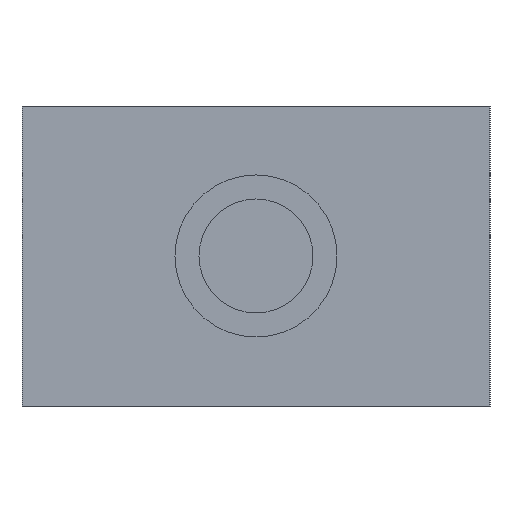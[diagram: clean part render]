
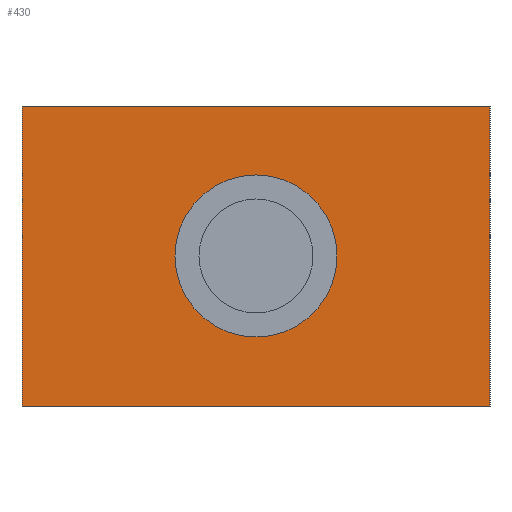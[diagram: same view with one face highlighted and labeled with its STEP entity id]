
A CAD part, left-side view. The second image highlights one B-rep face of the part: STEP entity #430.
In plain terms, the highlighted planar face has unit normal (-1, 0, 0).
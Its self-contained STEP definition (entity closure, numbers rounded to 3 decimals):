
#16=FACE_BOUND('',#68,.T.);
#18=PLANE('',#472);
#42=FACE_OUTER_BOUND('',#67,.T.);
#67=EDGE_LOOP('',(#315,#316,#317,#318));
#68=EDGE_LOOP('',(#319));
#91=LINE('',#624,#147);
#92=LINE('',#626,#148);
#93=LINE('',#628,#149);
#94=LINE('',#629,#150);
#147=VECTOR('',#513,10.);
#148=VECTOR('',#514,10.);
#149=VECTOR('',#515,10.);
#150=VECTOR('',#516,10.);
#204=CIRCLE('',#470,6.75);
#208=VERTEX_POINT('',#617);
#209=VERTEX_POINT('',#622);
#210=VERTEX_POINT('',#623);
#211=VERTEX_POINT('',#625);
#212=VERTEX_POINT('',#627);
#250=EDGE_CURVE('',#208,#208,#204,.T.);
#251=EDGE_CURVE('',#209,#210,#91,.T.);
#252=EDGE_CURVE('',#210,#211,#92,.T.);
#253=EDGE_CURVE('',#212,#211,#93,.T.);
#254=EDGE_CURVE('',#209,#212,#94,.T.);
#315=ORIENTED_EDGE('',*,*,#251,.T.);
#316=ORIENTED_EDGE('',*,*,#252,.T.);
#317=ORIENTED_EDGE('',*,*,#253,.F.);
#318=ORIENTED_EDGE('',*,*,#254,.F.);
#319=ORIENTED_EDGE('',*,*,#250,.T.);
#430=ADVANCED_FACE('',(#42,#16),#18,.T.);
#470=AXIS2_PLACEMENT_3D('',#619,#507,#508);
#472=AXIS2_PLACEMENT_3D('',#621,#511,#512);
#507=DIRECTION('center_axis',(1.,0.,0.));
#508=DIRECTION('ref_axis',(0.,-1.,0.));
#511=DIRECTION('center_axis',(-1.,0.,0.));
#512=DIRECTION('ref_axis',(0.,-1.,0.));
#513=DIRECTION('',(0.,-1.,0.));
#514=DIRECTION('',(0.,0.,1.));
#515=DIRECTION('',(0.,-1.,0.));
#516=DIRECTION('',(0.,0.,1.));
#617=CARTESIAN_POINT('',(0.,26.25,12.5));
#619=CARTESIAN_POINT('Origin',(0.,19.5,12.5));
#621=CARTESIAN_POINT('Origin',(0.,39.,0.));
#622=CARTESIAN_POINT('',(0.,39.,0.));
#623=CARTESIAN_POINT('',(0.,0.,0.));
#624=CARTESIAN_POINT('',(0.,39.,0.));
#625=CARTESIAN_POINT('',(0.,0.,25.));
#626=CARTESIAN_POINT('',(0.,0.,0.));
#627=CARTESIAN_POINT('',(0.,39.,25.));
#628=CARTESIAN_POINT('',(0.,39.,25.));
#629=CARTESIAN_POINT('',(0.,39.,0.));
